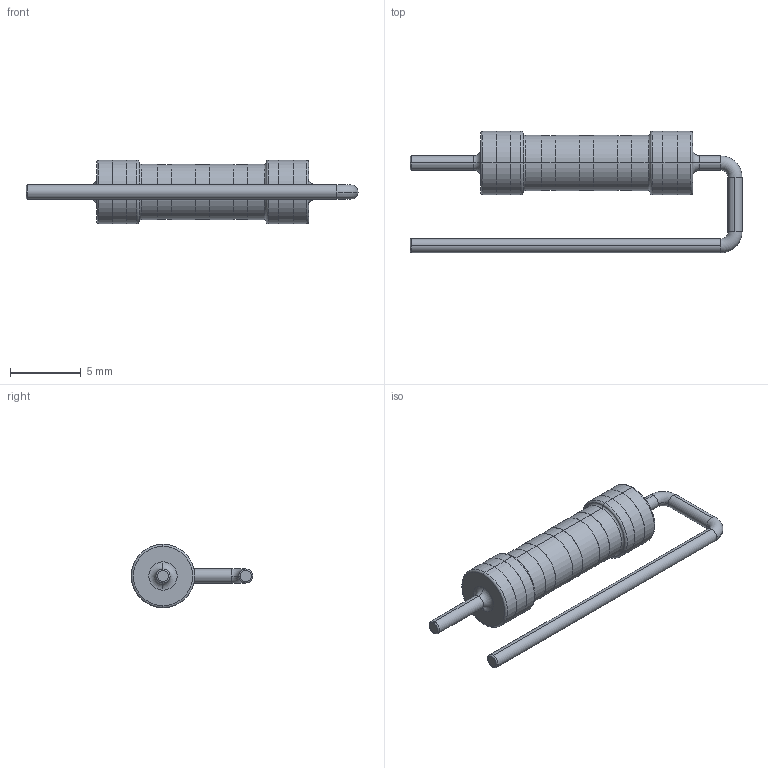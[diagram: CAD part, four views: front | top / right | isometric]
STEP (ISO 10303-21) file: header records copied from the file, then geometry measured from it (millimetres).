
FILE_DESCRIPTION (( 'STEP AP214' ), '1' );
FILE_NAME ('Resistor_2W_V.STEP', '2021-08-26T11:12:50', ( '' ), ( '' ), 'SwSTEP 2.0', 'SolidWorks 2021', '' );
FILE_SCHEMA (( 'AUTOMOTIVE_DESIGN' ));
Length unit declared in the file: millimetre
Products named in the file (1): Resistor_2W_V
Bounding box: 23.5 x 8.61 x 4.5 mm (x, y, z)
Volume: 230.8 mm3; surface area: 342.3 mm2
Topology: 1 solids, 1 shells, 72 faces, 152 edges, 94 vertices
Faces by surface type: cylinder 34, torus 24, plane 14
Entity records: 2320 total; most frequent: DIRECTION 416, CARTESIAN_POINT 319, ORIENTED_EDGE 304, AXIS2_PLACEMENT_3D 191, EDGE_CURVE 152, CIRCLE 118, VERTEX_POINT 94, EDGE_LOOP 84
